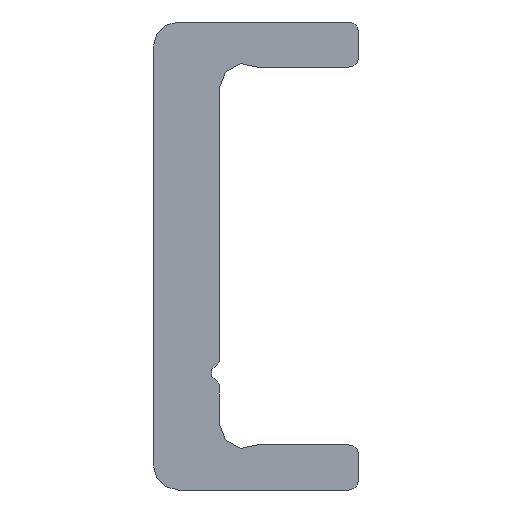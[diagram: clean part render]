
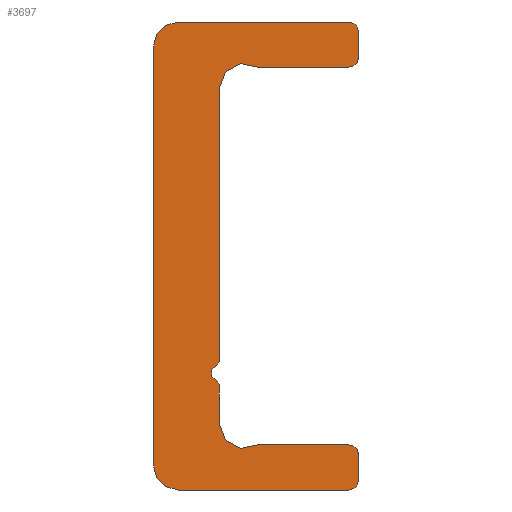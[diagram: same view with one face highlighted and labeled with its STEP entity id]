
A CAD part, left-side view. The second image highlights one B-rep face of the part: STEP entity #3697.
In plain terms, the highlighted planar face has unit normal (-1, 0, 0).
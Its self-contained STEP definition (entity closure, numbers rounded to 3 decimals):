
#2804=CARTESIAN_POINT('',(0.0,-6.15,-13.4));
#2805=VERTEX_POINT('',#2804);
#2812=CARTESIAN_POINT('',(0.0,-5.55,-14.));
#2813=VERTEX_POINT('',#2812);
#2814=CARTESIAN_POINT('',(0.0,-5.55,-13.4));
#2815=DIRECTION('',(1.0,0.0,0.0));
#2816=DIRECTION('',(0.0,-1.0,0.0));
#2817=AXIS2_PLACEMENT_3D('',#2814,#2815,#2816);
#2818=CIRCLE('',#2817,0.6);
#2819=EDGE_CURVE('',#2805,#2813,#2818,.T.);
#2843=CARTESIAN_POINT('',(0.0,-6.15,-11.9));
#2844=VERTEX_POINT('',#2843);
#2851=CARTESIAN_POINT('',(0.0,-6.15,-11.9));
#2852=DIRECTION('',(0.0,0.0,-1.0));
#2853=VECTOR('',#2852,1.5);
#2854=LINE('',#2851,#2853);
#2855=EDGE_CURVE('',#2844,#2805,#2854,.T.);
#2875=CARTESIAN_POINT('',(0.0,-5.55,-11.3));
#2876=VERTEX_POINT('',#2875);
#2883=CARTESIAN_POINT('',(0.0,-5.55,-11.9));
#2884=DIRECTION('',(1.0,0.0,0.0));
#2885=DIRECTION('',(0.0,0.0,1.0));
#2886=AXIS2_PLACEMENT_3D('',#2883,#2884,#2885);
#2887=CIRCLE('',#2886,0.6);
#2888=EDGE_CURVE('',#2876,#2844,#2887,.T.);
#2907=CARTESIAN_POINT('',(0.0,-0.098,-11.3));
#2908=VERTEX_POINT('',#2907);
#2915=CARTESIAN_POINT('',(0.0,-0.098,-11.3));
#2916=DIRECTION('',(0.0,-1.0,0.0));
#2917=VECTOR('',#2916,5.452);
#2918=LINE('',#2915,#2917);
#2919=EDGE_CURVE('',#2908,#2876,#2918,.T.);
#2939=CARTESIAN_POINT('',(0.0,2.2,-10.03));
#2940=VERTEX_POINT('',#2939);
#2947=CARTESIAN_POINT('',(0.0,0.7,-10.03));
#2948=DIRECTION('',(-1.0,0.0,0.0));
#2949=DIRECTION('',(0.0,0.532,0.847));
#2950=AXIS2_PLACEMENT_3D('',#2947,#2948,#2949);
#2951=CIRCLE('',#2950,1.5);
#2952=EDGE_CURVE('',#2940,#2908,#2951,.T.);
#2971=CARTESIAN_POINT('',(0.0,2.2,-7.707));
#2972=VERTEX_POINT('',#2971);
#2979=CARTESIAN_POINT('',(0.0,2.2,-7.707));
#2980=DIRECTION('',(0.0,0.0,-1.0));
#2981=VECTOR('',#2980,2.323);
#2982=LINE('',#2979,#2981);
#2983=EDGE_CURVE('',#2972,#2940,#2982,.T.);
#3003=CARTESIAN_POINT('',(0.0,2.367,-7.471));
#3004=VERTEX_POINT('',#3003);
#3011=CARTESIAN_POINT('',(0.0,2.45,-7.707));
#3012=DIRECTION('',(1.0,0.0,0.0));
#3013=DIRECTION('',(0.0,-0.333,0.943));
#3014=AXIS2_PLACEMENT_3D('',#3011,#3012,#3013);
#3015=CIRCLE('',#3014,0.25);
#3016=EDGE_CURVE('',#3004,#2972,#3015,.T.);
#3036=CARTESIAN_POINT('',(0.0,2.367,-6.529));
#3037=VERTEX_POINT('',#3036);
#3044=CARTESIAN_POINT('',(0.0,2.2,-7.));
#3045=DIRECTION('',(-1.0,0.0,0.0));
#3046=DIRECTION('',(0.0,-0.333,0.943));
#3047=AXIS2_PLACEMENT_3D('',#3044,#3045,#3046);
#3048=CIRCLE('',#3047,0.5);
#3049=EDGE_CURVE('',#3037,#3004,#3048,.T.);
#3069=CARTESIAN_POINT('',(0.0,2.2,-6.293));
#3070=VERTEX_POINT('',#3069);
#3077=CARTESIAN_POINT('',(0.0,2.45,-6.293));
#3078=DIRECTION('',(1.0,0.0,0.0));
#3079=DIRECTION('',(0.0,-1.0,0.0));
#3080=AXIS2_PLACEMENT_3D('',#3077,#3078,#3079);
#3081=CIRCLE('',#3080,0.25);
#3082=EDGE_CURVE('',#3070,#3037,#3081,.T.);
#3101=CARTESIAN_POINT('',(0.0,2.2,10.03));
#3102=VERTEX_POINT('',#3101);
#3109=CARTESIAN_POINT('',(0.0,2.2,10.03));
#3110=DIRECTION('',(0.0,0.0,-1.0));
#3111=VECTOR('',#3110,16.323);
#3112=LINE('',#3109,#3111);
#3113=EDGE_CURVE('',#3102,#3070,#3112,.T.);
#3253=CARTESIAN_POINT('',(0.0,-0.098,11.3));
#3254=VERTEX_POINT('',#3253);
#3261=CARTESIAN_POINT('',(0.0,0.7,10.03));
#3262=DIRECTION('',(-1.0,0.0,0.0));
#3263=DIRECTION('',(0.0,-1.0,0.0));
#3264=AXIS2_PLACEMENT_3D('',#3261,#3262,#3263);
#3265=CIRCLE('',#3264,1.5);
#3266=EDGE_CURVE('',#3254,#3102,#3265,.T.);
#3285=CARTESIAN_POINT('',(0.0,-5.55,11.3));
#3286=VERTEX_POINT('',#3285);
#3293=CARTESIAN_POINT('',(0.0,-5.55,11.3));
#3294=DIRECTION('',(0.0,1.0,0.0));
#3295=VECTOR('',#3294,5.452);
#3296=LINE('',#3293,#3295);
#3297=EDGE_CURVE('',#3286,#3254,#3296,.T.);
#3317=CARTESIAN_POINT('',(0.0,-6.15,11.9));
#3318=VERTEX_POINT('',#3317);
#3325=CARTESIAN_POINT('',(0.0,-5.55,11.9));
#3326=DIRECTION('',(1.0,0.0,0.0));
#3327=DIRECTION('',(0.0,-1.0,0.0));
#3328=AXIS2_PLACEMENT_3D('',#3325,#3326,#3327);
#3329=CIRCLE('',#3328,0.6);
#3330=EDGE_CURVE('',#3318,#3286,#3329,.T.);
#3349=CARTESIAN_POINT('',(0.0,-6.15,13.4));
#3350=VERTEX_POINT('',#3349);
#3357=CARTESIAN_POINT('',(0.0,-6.15,13.4));
#3358=DIRECTION('',(0.0,0.0,-1.0));
#3359=VECTOR('',#3358,1.5);
#3360=LINE('',#3357,#3359);
#3361=EDGE_CURVE('',#3350,#3318,#3360,.T.);
#3381=CARTESIAN_POINT('',(0.0,-5.55,14.));
#3382=VERTEX_POINT('',#3381);
#3389=CARTESIAN_POINT('',(0.0,-5.55,13.4));
#3390=DIRECTION('',(1.0,0.0,0.0));
#3391=DIRECTION('',(0.0,0.0,1.0));
#3392=AXIS2_PLACEMENT_3D('',#3389,#3390,#3391);
#3393=CIRCLE('',#3392,0.6);
#3394=EDGE_CURVE('',#3382,#3350,#3393,.T.);
#3413=CARTESIAN_POINT('',(0.0,4.65,14.));
#3414=VERTEX_POINT('',#3413);
#3421=CARTESIAN_POINT('',(0.0,4.65,14.));
#3422=DIRECTION('',(0.0,-1.0,0.0));
#3423=VECTOR('',#3422,10.2);
#3424=LINE('',#3421,#3423);
#3425=EDGE_CURVE('',#3414,#3382,#3424,.T.);
#3445=CARTESIAN_POINT('',(0.0,6.15,12.5));
#3446=VERTEX_POINT('',#3445);
#3453=CARTESIAN_POINT('',(0.0,4.65,12.5));
#3454=DIRECTION('',(1.0,0.0,0.0));
#3455=DIRECTION('',(0.0,1.0,0.0));
#3456=AXIS2_PLACEMENT_3D('',#3453,#3454,#3455);
#3457=CIRCLE('',#3456,1.5);
#3458=EDGE_CURVE('',#3446,#3414,#3457,.T.);
#3477=CARTESIAN_POINT('',(0.0,6.15,-12.5));
#3478=VERTEX_POINT('',#3477);
#3485=CARTESIAN_POINT('',(0.0,6.15,-12.5));
#3486=DIRECTION('',(0.0,0.0,1.0));
#3487=VECTOR('',#3486,25.);
#3488=LINE('',#3485,#3487);
#3489=EDGE_CURVE('',#3478,#3446,#3488,.T.);
#3629=CARTESIAN_POINT('',(0.0,4.65,-14.));
#3630=VERTEX_POINT('',#3629);
#3637=CARTESIAN_POINT('',(0.0,4.65,-12.5));
#3638=DIRECTION('',(1.0,0.0,0.0));
#3639=DIRECTION('',(0.0,0.0,-1.0));
#3640=AXIS2_PLACEMENT_3D('',#3637,#3638,#3639);
#3641=CIRCLE('',#3640,1.5);
#3642=EDGE_CURVE('',#3630,#3478,#3641,.T.);
#3660=CARTESIAN_POINT('',(0.0,-5.55,-14.));
#3661=DIRECTION('',(0.0,1.0,0.0));
#3662=VECTOR('',#3661,10.2);
#3663=LINE('',#3660,#3662);
#3664=EDGE_CURVE('',#2813,#3630,#3663,.T.);
#3670=CARTESIAN_POINT('',(0.0,1.616,-0.032));
#3671=DIRECTION('',(1.0,0.0,0.0));
#3672=DIRECTION('',(0.0,0.0,-1.0));
#3673=AXIS2_PLACEMENT_3D('',#3670,#3671,#3672);
#3674=PLANE('',#3673);
#3675=ORIENTED_EDGE('',*,*,#3664,.F.);
#3676=ORIENTED_EDGE('',*,*,#2819,.F.);
#3677=ORIENTED_EDGE('',*,*,#2855,.F.);
#3678=ORIENTED_EDGE('',*,*,#2888,.F.);
#3679=ORIENTED_EDGE('',*,*,#2919,.F.);
#3680=ORIENTED_EDGE('',*,*,#2952,.F.);
#3681=ORIENTED_EDGE('',*,*,#2983,.F.);
#3682=ORIENTED_EDGE('',*,*,#3016,.F.);
#3683=ORIENTED_EDGE('',*,*,#3049,.F.);
#3684=ORIENTED_EDGE('',*,*,#3082,.F.);
#3685=ORIENTED_EDGE('',*,*,#3113,.F.);
#3686=ORIENTED_EDGE('',*,*,#3266,.F.);
#3687=ORIENTED_EDGE('',*,*,#3297,.F.);
#3688=ORIENTED_EDGE('',*,*,#3330,.F.);
#3689=ORIENTED_EDGE('',*,*,#3361,.F.);
#3690=ORIENTED_EDGE('',*,*,#3394,.F.);
#3691=ORIENTED_EDGE('',*,*,#3425,.F.);
#3692=ORIENTED_EDGE('',*,*,#3458,.F.);
#3693=ORIENTED_EDGE('',*,*,#3489,.F.);
#3694=ORIENTED_EDGE('',*,*,#3642,.F.);
#3695=EDGE_LOOP('',(#3675,#3676,#3677,#3678,#3679,#3680,#3681,#3682,#3683,#3684,#3685,#3686,#3687,#3688,#3689,#3690,#3691,#3692,#3693,#3694));
#3696=FACE_OUTER_BOUND('',#3695,.T.);
#3697=ADVANCED_FACE('',(#3696),#3674,.F.);
